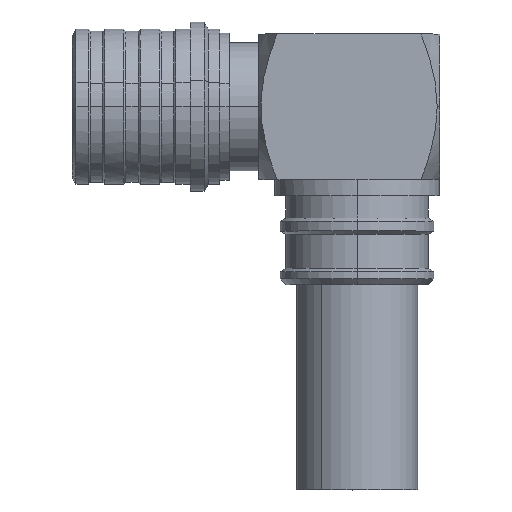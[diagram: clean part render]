
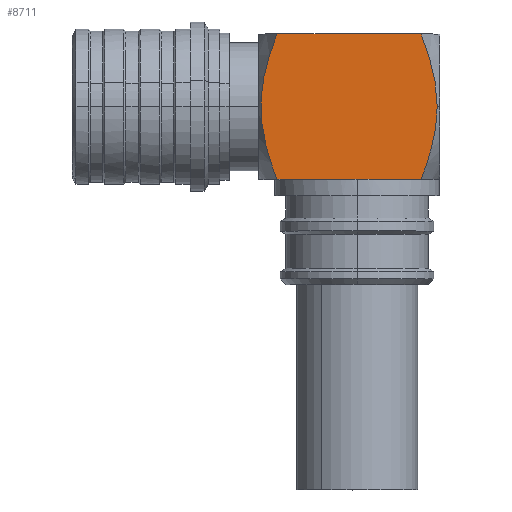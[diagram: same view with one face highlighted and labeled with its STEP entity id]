
A CAD part, top view. The second image highlights one B-rep face of the part: STEP entity #8711.
In plain terms, the highlighted planar face has unit normal (0, 0, 1).
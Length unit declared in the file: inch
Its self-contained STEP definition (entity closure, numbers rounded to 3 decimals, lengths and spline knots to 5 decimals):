
#180 = CARTESIAN_POINT ( 'NONE',  ( 0.31675, 0.03129, 0.19685 ) ) ;
#325 = AXIS2_PLACEMENT_3D ( 'NONE', #13556, #25741, #28479 ) ;
#345 = CARTESIAN_POINT ( 'NONE',  ( 0.3167, -0.00725, 0.19685 ) ) ;
#497 = CARTESIAN_POINT ( 'NONE',  ( 0.35596, 0.17717, 0.19685 ) ) ;
#701 = VERTEX_POINT ( 'NONE', #17223 ) ;
#1213 = FACE_OUTER_BOUND ( 'NONE', #17414, .T. ) ;
#1973 = EDGE_CURVE ( 'NONE', #701, #13636, #12912, .T. ) ;
#2128 = LINE ( 'NONE', #31185, #9678 ) ;
#2290 = CARTESIAN_POINT ( 'NONE',  ( 0.35596, -0.17717, 0.19685 ) ) ;
#2410 = CARTESIAN_POINT ( 'NONE',  ( 0.72779, -0.11981, 0.19685 ) ) ;
#2616 = CARTESIAN_POINT ( 'NONE',  ( 0.34495, 0.14867, 0.19685 ) ) ;
#2888 = ORIENTED_EDGE ( 'NONE', *, *, #16485, .T. ) ;
#3097 = CARTESIAN_POINT ( 'NONE',  ( 0.70703, 0.17717, 0.19685 ) ) ;
#3536 = VECTOR ( 'NONE', #9092, 39.37008 ) ;
#4232 = VERTEX_POINT ( 'NONE', #21936 ) ;
#4378 = CARTESIAN_POINT ( 'NONE',  ( 0.35596, -0.17717, 0.19685 ) ) ;
#4831 = CARTESIAN_POINT ( 'NONE',  ( 0.70703, -0.17717, 0.19685 ) ) ;
#6752 = CARTESIAN_POINT ( 'NONE',  ( 0.31102, -0.17717, 0.19685 ) ) ;
#6804 = CARTESIAN_POINT ( 'NONE',  ( 0.31102, -0.17717, 0.19685 ) ) ;
#7044 = EDGE_CURVE ( 'NONE', #31416, #28292, #30488, .T. ) ;
#7157 = CARTESIAN_POINT ( 'NONE',  ( 0.33523, 0.11989, 0.19685 ) ) ;
#7580 = ORIENTED_EDGE ( 'NONE', *, *, #11647, .T. ) ;
#8246 = DIRECTION ( 'NONE',  ( 1., 0., 0. ) ) ;
#8711 = ADVANCED_FACE ( 'NONE', ( #1213 ), #18278, .T. ) ;
#8973 = CARTESIAN_POINT ( 'NONE',  ( 0.74629, 0., 0.19685 ) ) ;
#9092 = DIRECTION ( 'NONE',  ( -1., 0., 0. ) ) ;
#9365 = VECTOR ( 'NONE', #14391, 39.37008 ) ;
#9678 = VECTOR ( 'NONE', #26343, 39.37008 ) ;
#9860 = CARTESIAN_POINT ( 'NONE',  ( 0.74629, 0., 0.19685 ) ) ;
#10076 = CARTESIAN_POINT ( 'NONE',  ( 0.31872, -0.03794, 0.19685 ) ) ;
#10244 = CARTESIAN_POINT ( 'NONE',  ( 0.31695, -0.01501, 0.19685 ) ) ;
#10563 = CARTESIAN_POINT ( 'NONE',  ( 0.72785, 0.11963, 0.19685 ) ) ;
#11005 = CARTESIAN_POINT ( 'NONE',  ( 0.31102, -0.17717, 0.19685 ) ) ;
#11633 = LINE ( 'NONE', #6752, #9365 ) ;
#11647 = EDGE_CURVE ( 'NONE', #4232, #17427, #17738, .T. ) ;
#12311 = CARTESIAN_POINT ( 'NONE',  ( 0.74629, -0.03098, 0.19685 ) ) ;
#12741 = EDGE_CURVE ( 'NONE', #31416, #17427, #21768, .T. ) ;
#12912 = B_SPLINE_CURVE_WITH_KNOTS ( 'NONE', 3,
 ( #4831, #14750, #2410, #19944, #12311, #9860 ),
 .UNSPECIFIED., .F., .F.,
 ( 4, 2, 4 ),
 ( 0., 0.0023, 0.00461 ),
 .UNSPECIFIED. ) ;
#13556 = CARTESIAN_POINT ( 'NONE',  ( 0.31102, 0.17717, 0.19685 ) ) ;
#13636 = VERTEX_POINT ( 'NONE', #8973 ) ;
#13724 = B_SPLINE_CURVE_WITH_KNOTS ( 'NONE', 3,
 ( #24724, #19837, #25356, #10563, #29726, #3097 ),
 .UNSPECIFIED., .F., .F.,
 ( 4, 2, 4 ),
 ( 0., 0.00231, 0.00461 ),
 .UNSPECIFIED. ) ;
#14391 = DIRECTION ( 'NONE',  ( -1., 0., 0. ) ) ;
#14750 = CARTESIAN_POINT ( 'NONE',  ( 0.71806, -0.14863, 0.19685 ) ) ;
#15903 = ORIENTED_EDGE ( 'NONE', *, *, #23998, .T. ) ;
#15995 = ORIENTED_EDGE ( 'NONE', *, *, #7044, .T. ) ;
#16226 = VERTEX_POINT ( 'NONE', #28518 ) ;
#16485 = EDGE_CURVE ( 'NONE', #16226, #4232, #2128, .T. ) ;
#17223 = CARTESIAN_POINT ( 'NONE',  ( 0.70703, -0.17717, 0.19685 ) ) ;
#17247 = CARTESIAN_POINT ( 'NONE',  ( 0.34492, -0.14859, 0.19685 ) ) ;
#17414 = EDGE_LOOP ( 'NONE', ( #31837, #22550, #15903, #2888, #7580, #28361, #15995 ) ) ;
#17427 = VERTEX_POINT ( 'NONE', #4378 ) ;
#17717 = CARTESIAN_POINT ( 'NONE',  ( 0.32108, 0.06122, 0.19685 ) ) ;
#17738 = B_SPLINE_CURVE_WITH_KNOTS ( 'NONE', 3,
 ( #497, #2616, #7157, #17717, #180, #345, #10244, #24545, #10076, #27459, #27615, #26972, #17247, #2290 ),
 .UNSPECIFIED., .F., .F.,
 ( 4, 2, 2, 2, 2, 2, 4 ),
 ( 0., 0.0023, 0.0046, 0.00517, 0.00575, 0.0069, 0.0092 ),
 .UNSPECIFIED. ) ;
#18278 = PLANE ( 'NONE',  #325 ) ;
#19837 = CARTESIAN_POINT ( 'NONE',  ( 0.74629, 0.03072, 0.19685 ) ) ;
#19944 = CARTESIAN_POINT ( 'NONE',  ( 0.74196, -0.061, 0.19685 ) ) ;
#21768 = LINE ( 'NONE', #6804, #3536 ) ;
#21936 = CARTESIAN_POINT ( 'NONE',  ( 0.35596, 0.17717, 0.19685 ) ) ;
#22550 = ORIENTED_EDGE ( 'NONE', *, *, #1973, .T. ) ;
#22833 = CARTESIAN_POINT ( 'NONE',  ( 0.59075, -0.17717, 0.19685 ) ) ;
#23998 = EDGE_CURVE ( 'NONE', #13636, #16226, #13724, .T. ) ;
#24545 = CARTESIAN_POINT ( 'NONE',  ( 0.31796, -0.03033, 0.19685 ) ) ;
#24724 = CARTESIAN_POINT ( 'NONE',  ( 0.74629, 0., 0.19685 ) ) ;
#25356 = CARTESIAN_POINT ( 'NONE',  ( 0.74202, 0.06069, 0.19685 ) ) ;
#25741 = DIRECTION ( 'NONE',  ( 0., 0., 1. ) ) ;
#26343 = DIRECTION ( 'NONE',  ( -1., 0., 0. ) ) ;
#26894 = CARTESIAN_POINT ( 'NONE',  ( 0.51161, -0.17717, 0.19685 ) ) ;
#26972 = CARTESIAN_POINT ( 'NONE',  ( 0.33517, -0.11972, 0.19685 ) ) ;
#27459 = CARTESIAN_POINT ( 'NONE',  ( 0.32167, -0.0606, 0.19685 ) ) ;
#27615 = CARTESIAN_POINT ( 'NONE',  ( 0.32453, -0.07549, 0.19685 ) ) ;
#28292 = VERTEX_POINT ( 'NONE', #22833 ) ;
#28361 = ORIENTED_EDGE ( 'NONE', *, *, #12741, .F. ) ;
#28479 = DIRECTION ( 'NONE',  ( 0., -1., 0. ) ) ;
#28518 = CARTESIAN_POINT ( 'NONE',  ( 0.70703, 0.17717, 0.19685 ) ) ;
#29726 = CARTESIAN_POINT ( 'NONE',  ( 0.71804, 0.14868, 0.19685 ) ) ;
#30488 = LINE ( 'NONE', #11005, #31732 ) ;
#31185 = CARTESIAN_POINT ( 'NONE',  ( 0.31102, 0.17717, 0.19685 ) ) ;
#31395 = EDGE_CURVE ( 'NONE', #701, #28292, #11633, .T. ) ;
#31416 = VERTEX_POINT ( 'NONE', #26894 ) ;
#31732 = VECTOR ( 'NONE', #8246, 39.37008 ) ;
#31837 = ORIENTED_EDGE ( 'NONE', *, *, #31395, .F. ) ;
